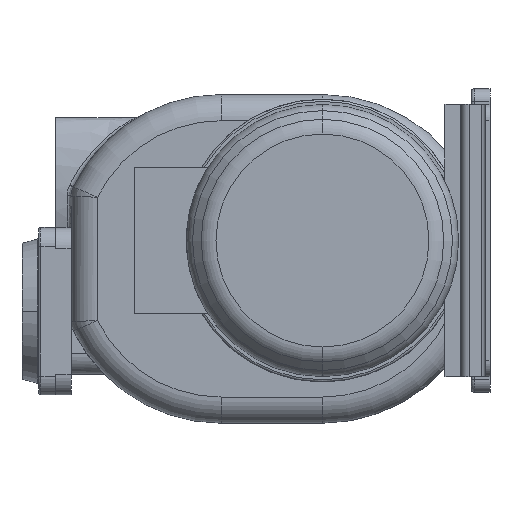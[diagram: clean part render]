
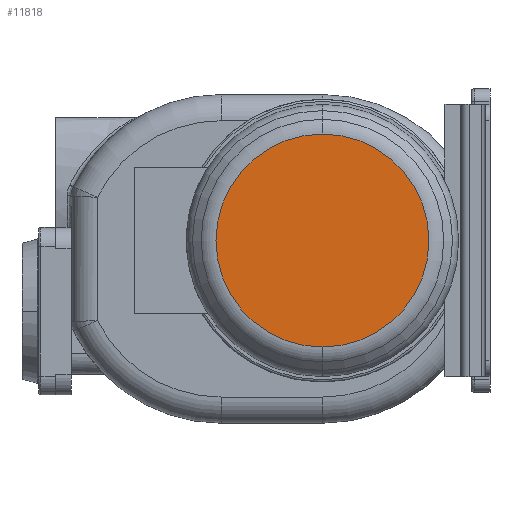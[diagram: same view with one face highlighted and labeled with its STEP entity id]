
A CAD part, left-side view. The second image highlights one B-rep face of the part: STEP entity #11818.
In plain terms, the highlighted planar face has unit normal (-1, 0, 0).
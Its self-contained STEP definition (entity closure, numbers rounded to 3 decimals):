
#1=CARTESIAN_POINT('',(0.,0.,0.));
#2=DIRECTION('',(-1.,0.,0.));
#3=DIRECTION('',(0.,0.,-1.));
#4=AXIS2_PLACEMENT_3D('',#1,#2,#3);
#6=CARTESIAN_POINT('',(0.,0.,0.));
#7=DIRECTION('',(-1.,0.,0.));
#8=DIRECTION('',(0.,0.,1.));
#9=AXIS2_PLACEMENT_3D('',#6,#7,#8);
#10479=CARTESIAN_POINT('',(0.,0.,-101.716));
#10480=CARTESIAN_POINT('',(0.,0.,101.716));
#10481=VERTEX_POINT('',#10479);
#10482=VERTEX_POINT('',#10480);
#11807=CARTESIAN_POINT('',(0.,0.,0.));
#11808=DIRECTION('',(1.,0.,0.));
#11809=DIRECTION('',(0.,0.,-1.));
#11810=AXIS2_PLACEMENT_3D('',#11807,#11808,#11809);
#11811=PLANE('',#11810);
#11813=ORIENTED_EDGE('',*,*,#11812,.F.);
#11815=ORIENTED_EDGE('',*,*,#11814,.F.);
#11816=EDGE_LOOP('',(#11813,#11815));
#11817=FACE_OUTER_BOUND('',#11816,.F.);
#11818=ADVANCED_FACE('',(#11817),#11811,.F.);
#5=CIRCLE('',#4,101.716);
#10=CIRCLE('',#9,101.716);
#11812=EDGE_CURVE('',#10481,#10482,#5,.T.);
#11814=EDGE_CURVE('',#10482,#10481,#10,.T.);
